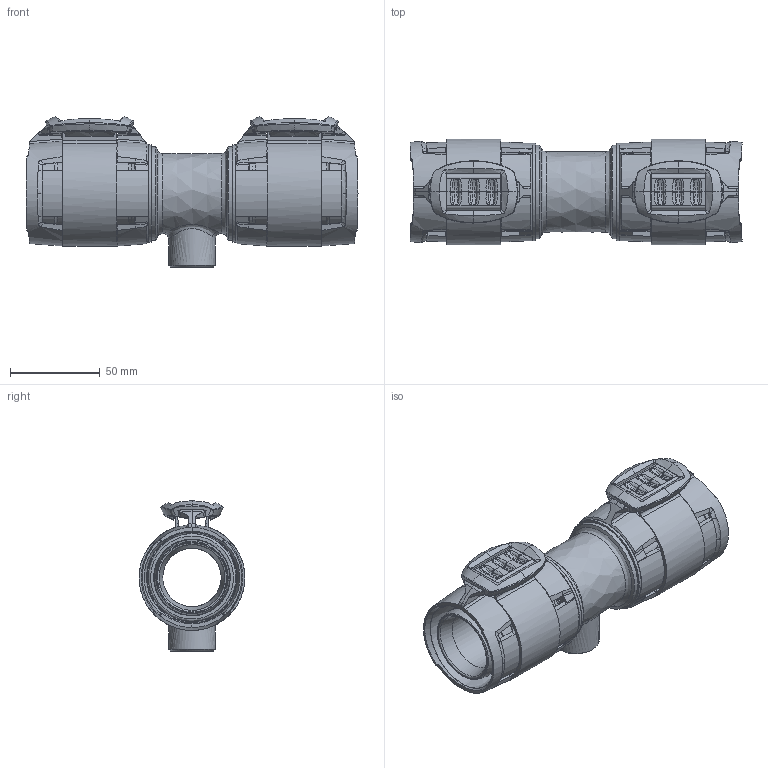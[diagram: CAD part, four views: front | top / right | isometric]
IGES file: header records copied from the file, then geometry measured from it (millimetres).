
Global section: file name: 620155; native system: Autodesk Inventor 2018; preprocessor: unknown; author: JANAN; date: 20201112.131755; units: millimetre
Bounding box: 185 x 58.97 x 83.67 mm (x, y, z)
Volume: 186896.9 mm3; surface area: 132259.7 mm2
Topology: 7 solids, 7 shells, 1900 faces, 5019 edges, 3118 vertices
Faces by surface type: bspline 1890, offset 10
